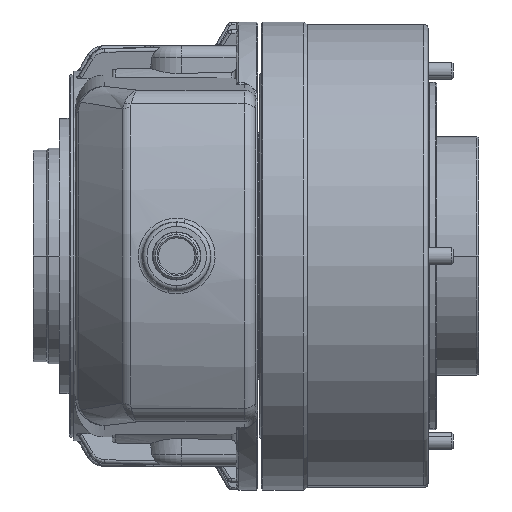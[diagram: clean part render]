
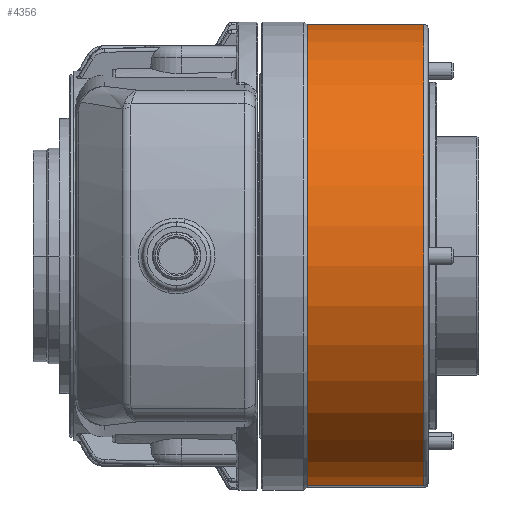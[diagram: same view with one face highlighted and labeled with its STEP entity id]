
A CAD part, front view. The second image highlights one B-rep face of the part: STEP entity #4356.
In plain terms, the highlighted cylindrical face has radius 160 mm (diameter 320 mm), a partial arc.
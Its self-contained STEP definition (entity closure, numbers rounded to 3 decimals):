
#735 = EDGE_CURVE ( 'NONE', #12240, #27491, #31213, .T. ) ;
#4356 = ADVANCED_FACE ( 'NONE', ( #5284 ), #4398, .T. ) ;
#4398 = CYLINDRICAL_SURFACE ( 'NONE', #29661, 160. ) ;
#4652 = ORIENTED_EDGE ( 'NONE', *, *, #8653, .F. ) ;
#5078 = AXIS2_PLACEMENT_3D ( 'NONE', #11174, #31528, #14131 ) ;
#5284 = FACE_OUTER_BOUND ( 'NONE', #22010, .T. ) ;
#6764 = VERTEX_POINT ( 'NONE', #36010 ) ;
#8653 = EDGE_CURVE ( 'NONE', #12240, #26052, #36069, .T. ) ;
#9068 = LINE ( 'NONE', #37684, #15042 ) ;
#11174 = CARTESIAN_POINT ( 'NONE',  ( 80.5, 0., 0. ) ) ;
#11615 = DIRECTION ( 'NONE',  ( 1., 0., 0. ) ) ;
#12240 = VERTEX_POINT ( 'NONE', #17568 ) ;
#12969 = CARTESIAN_POINT ( 'NONE',  ( 0., 0., 0. ) ) ;
#14131 = DIRECTION ( 'NONE',  ( 0., 0., 1. ) ) ;
#14687 = DIRECTION ( 'NONE',  ( -1., 0., 0. ) ) ;
#15042 = VECTOR ( 'NONE', #14687, 1000. ) ;
#15914 = CARTESIAN_POINT ( 'NONE',  ( 0., 0., -160. ) ) ;
#17568 = CARTESIAN_POINT ( 'NONE',  ( 80.5, 0., -160. ) ) ;
#17839 = EDGE_CURVE ( 'NONE', #6764, #26052, #28285, .T. ) ;
#21729 = DIRECTION ( 'NONE',  ( -1., 0., 0. ) ) ;
#22010 = EDGE_LOOP ( 'NONE', ( #4652, #34837, #25339, #26422 ) ) ;
#24059 = CARTESIAN_POINT ( 'NONE',  ( 80.5, 0., 160. ) ) ;
#25339 = ORIENTED_EDGE ( 'NONE', *, *, #31600, .T. ) ;
#26052 = VERTEX_POINT ( 'NONE', #37039 ) ;
#26422 = ORIENTED_EDGE ( 'NONE', *, *, #17839, .T. ) ;
#27454 = DIRECTION ( 'NONE',  ( -1., 0., 0. ) ) ;
#27491 = VERTEX_POINT ( 'NONE', #24059 ) ;
#28285 = CIRCLE ( 'NONE', #35369, 160. ) ;
#28314 = VECTOR ( 'NONE', #21729, 1000. ) ;
#29041 = CARTESIAN_POINT ( 'NONE',  ( 0.3, 0., 0. ) ) ;
#29661 = AXIS2_PLACEMENT_3D ( 'NONE', #12969, #27454, #33326 ) ;
#31213 = CIRCLE ( 'NONE', #5078, 160. ) ;
#31528 = DIRECTION ( 'NONE',  ( -1., 0., 0. ) ) ;
#31600 = EDGE_CURVE ( 'NONE', #27491, #6764, #9068, .T. ) ;
#31962 = DIRECTION ( 'NONE',  ( 0., 0., -1. ) ) ;
#33326 = DIRECTION ( 'NONE',  ( 0., 0., 1. ) ) ;
#34837 = ORIENTED_EDGE ( 'NONE', *, *, #735, .T. ) ;
#35369 = AXIS2_PLACEMENT_3D ( 'NONE', #29041, #11615, #31962 ) ;
#36010 = CARTESIAN_POINT ( 'NONE',  ( 0.3, 0., 160. ) ) ;
#36069 = LINE ( 'NONE', #15914, #28314 ) ;
#37039 = CARTESIAN_POINT ( 'NONE',  ( 0.3, 0., -160. ) ) ;
#37684 = CARTESIAN_POINT ( 'NONE',  ( 0., 0., 160. ) ) ;
